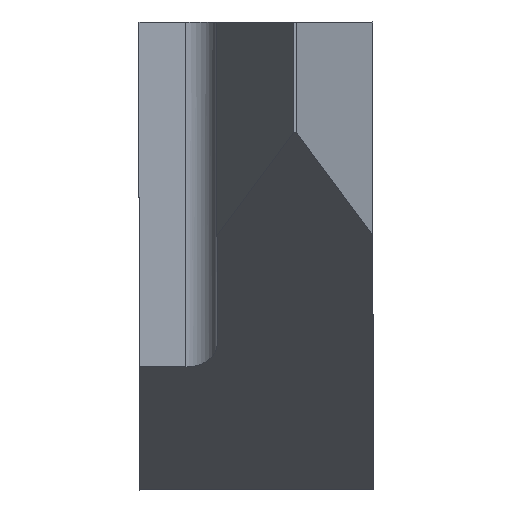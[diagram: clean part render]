
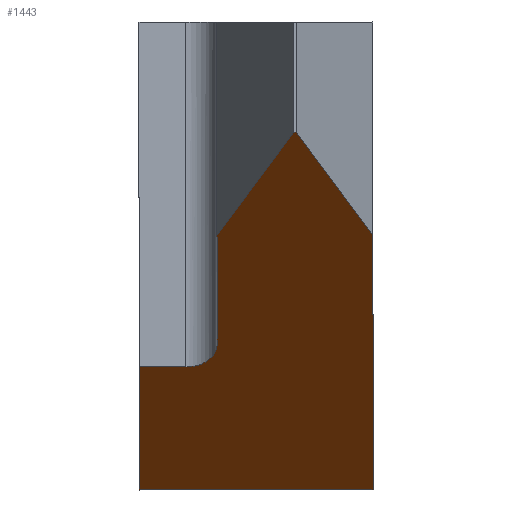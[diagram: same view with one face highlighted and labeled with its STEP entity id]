
A CAD part, front view. The second image highlights one B-rep face of the part: STEP entity #1443.
In plain terms, the highlighted planar face has unit normal (0, -0.574, -0.819).
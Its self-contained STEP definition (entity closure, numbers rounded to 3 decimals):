
#96=CARTESIAN_POINT('',(3.,1.887,-2.732));
#97=VERTEX_POINT('',#96);
#108=CARTESIAN_POINT('',(3.,1.887,-2.732));
#109=DIRECTION('',(0.,0.819,-0.574));
#110=VECTOR('',#109,5.697);
#111=LINE('',#108,#110);
#112=CARTESIAN_POINT('',(3.,6.554,-6.));
#113=VERTEX_POINT('',#112);
#114=EDGE_CURVE('',#97,#113,#111,.T.);
#386=CARTESIAN_POINT('',(2.018,0.,-1.411));
#387=VERTEX_POINT('',#386);
#411=CARTESIAN_POINT('',(1.983,0.,-1.411));
#412=VERTEX_POINT('',#411);
#423=CARTESIAN_POINT('',(1.983,0.,-1.411));
#424=DIRECTION('',(1.,0.,0.));
#425=VECTOR('',#424,0.035);
#426=LINE('',#423,#425);
#427=EDGE_CURVE('',#412,#387,#426,.T.);
#457=CARTESIAN_POINT('',(0.,4.3,-4.422));
#458=VERTEX_POINT('',#457);
#482=CARTESIAN_POINT('',(0.6,4.3,-4.422));
#483=VERTEX_POINT('',#482);
#494=CARTESIAN_POINT('',(0.6,4.3,-4.422));
#495=DIRECTION('',(-1.,0.,0.));
#496=VECTOR('',#495,0.6);
#497=LINE('',#494,#496);
#498=EDGE_CURVE('',#483,#458,#497,.T.);
#528=CARTESIAN_POINT('',(1.,3.9,-4.142));
#529=VERTEX_POINT('',#528);
#540=CARTESIAN_POINT('',(1.,3.9,-4.142));
#541=CARTESIAN_POINT('',(1.,4.134,-4.306));
#542=CARTESIAN_POINT('',(0.834,4.3,-4.422));
#543=CARTESIAN_POINT('',(0.6,4.3,-4.422));
#544=(BOUNDED_CURVE()B_SPLINE_CURVE(3,(#540,#541,#542,#543),.UNSPECIFIED.,.F.,.F.)B_SPLINE_CURVE_WITH_KNOTS((4,4),(0.,1.),.UNSPECIFIED.)CURVE()GEOMETRIC_REPRESENTATION_ITEM()RATIONAL_B_SPLINE_CURVE((1.,0.805,0.805,1.))REPRESENTATION_ITEM(''));
#545=EDGE_CURVE('',#529,#483,#544,.T.);
#593=CARTESIAN_POINT('',(1.,1.887,-2.732));
#594=VERTEX_POINT('',#593);
#605=CARTESIAN_POINT('',(1.,1.887,-2.732));
#606=DIRECTION('',(0.,0.819,-0.574));
#607=VECTOR('',#606,2.457);
#608=LINE('',#605,#607);
#609=EDGE_CURVE('',#594,#529,#608,.T.);
#680=CARTESIAN_POINT('',(1.983,0.,-1.411));
#681=DIRECTION('',(-0.392,0.754,-0.528));
#682=VECTOR('',#681,2.505);
#683=LINE('',#680,#682);
#684=EDGE_CURVE('',#412,#594,#683,.T.);
#1241=CARTESIAN_POINT('',(3.,6.554,-6.));
#1242=DIRECTION('',(-1.,0.,0.));
#1243=VECTOR('',#1242,3.);
#1244=LINE('',#1241,#1243);
#1245=CARTESIAN_POINT('',(0.,6.554,-6.));
#1246=VERTEX_POINT('',#1245);
#1247=EDGE_CURVE('',#113,#1246,#1244,.T.);
#1345=CARTESIAN_POINT('',(1.9,2.782,-3.359));
#1346=DIRECTION('',(0.,0.574,0.819));
#1347=DIRECTION('',(0.,-0.47,0.329));
#1348=AXIS2_PLACEMENT_3D('',#1345,#1346,#1347);
#1349=PLANE('',#1348);
#1350=ORIENTED_EDGE('Edge 235',*,*,#1247,.F.);
#1359=CARTESIAN_POINT('',(0.,4.3,-4.422));
#1360=DIRECTION('',(0.,0.819,-0.574));
#1361=VECTOR('',#1360,2.752);
#1362=LINE('',#1359,#1361);
#1363=EDGE_CURVE('',#458,#1246,#1362,.T.);
#1364=ORIENTED_EDGE('Edge 123',*,*,#1363,.T.);
#1373=ORIENTED_EDGE('Edge 632',*,*,#498,.T.);
#1382=ORIENTED_EDGE('Edge 649',*,*,#545,.T.);
#1391=ORIENTED_EDGE('Edge 255',*,*,#609,.T.);
#1400=ORIENTED_EDGE('Edge 260',*,*,#684,.T.);
#1409=ORIENTED_EDGE('Edge 265',*,*,#427,.F.);
#1418=CARTESIAN_POINT('',(3.,1.887,-2.732));
#1419=DIRECTION('',(-0.392,-0.754,0.528));
#1420=VECTOR('',#1419,2.505);
#1421=LINE('',#1418,#1420);
#1422=EDGE_CURVE('',#97,#387,#1421,.T.);
#1423=ORIENTED_EDGE('Edge 270',*,*,#1422,.T.);
#1432=ORIENTED_EDGE('Edge 275',*,*,#114,.F.);
#1441=EDGE_LOOP('',(#1432,#1423,#1409,#1400,#1391,#1382,#1373,#1364,#1350));
#1442=FACE_OUTER_BOUND('Loop 276',#1441,.T.);
#1443=ADVANCED_FACE('Face 277',(#1442),#1349,.F.);
